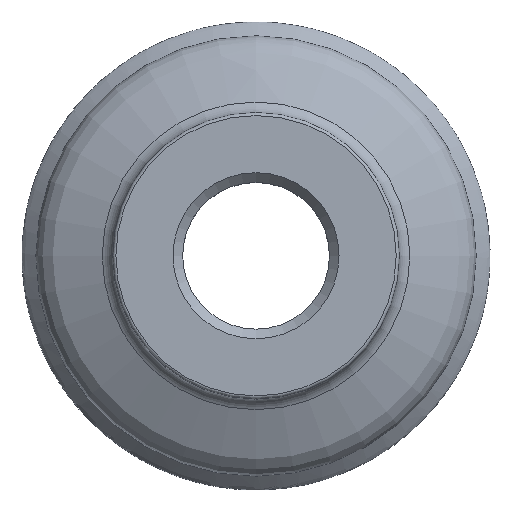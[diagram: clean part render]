
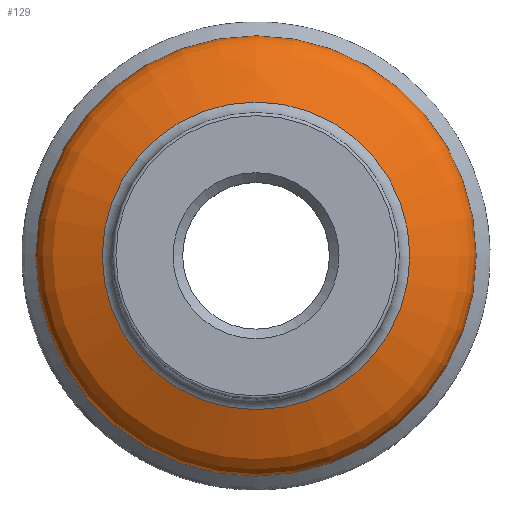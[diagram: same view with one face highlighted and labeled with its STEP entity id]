
A CAD part, top view. The second image highlights one B-rep face of the part: STEP entity #129.
In plain terms, the highlighted face is a revolution surface.
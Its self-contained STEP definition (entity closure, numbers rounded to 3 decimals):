
#106=SURFACE_OF_REVOLUTION('',#110,#108);
#108=AXIS1_PLACEMENT('',#672,#555);
#110=B_SPLINE_CURVE_WITH_KNOTS('',3,(#668,#669,#670,#671),.UNSPECIFIED.,
 .F.,.F.,(4,4),(0.,1.),.UNSPECIFIED.);
#129=ADVANCED_FACE('',(#160,#161),#106,.F.);
#160=FACE_BOUND('',#207,.T.);
#161=FACE_BOUND('',#208,.T.);
#207=EDGE_LOOP('',(#253));
#208=EDGE_LOOP('',(#254));
#253=ORIENTED_EDGE('',*,*,#320,.T.);
#254=ORIENTED_EDGE('',*,*,#319,.F.);
#295=VERTEX_POINT('',#664);
#296=VERTEX_POINT('',#667);
#319=EDGE_CURVE('',#295,#295,#342,.T.);
#320=EDGE_CURVE('',#296,#296,#343,.T.);
#342=CIRCLE('',#474,39.935);
#343=CIRCLE('',#476,57.16);
#474=AXIS2_PLACEMENT_3D('',#663,#549,#550);
#476=AXIS2_PLACEMENT_3D('',#666,#553,#554);
#549=DIRECTION('',(0.,0.,1.));
#550=DIRECTION('',(0.,1.,0.));
#553=DIRECTION('',(0.,0.,1.));
#554=DIRECTION('',(0.,1.,0.));
#555=DIRECTION('',(0.,0.,1.));
#663=CARTESIAN_POINT('',(0.,0.,-19.461));
#664=CARTESIAN_POINT('',(0.,39.935,-19.461));
#666=CARTESIAN_POINT('',(0.,0.,-31.252));
#667=CARTESIAN_POINT('',(0.,57.16,-31.252));
#668=CARTESIAN_POINT('',(0.,39.935,-19.461));
#669=CARTESIAN_POINT('',(0.,42.395,-20.706));
#670=CARTESIAN_POINT('',(0.,57.16,-24.124));
#671=CARTESIAN_POINT('',(0.,57.16,-31.252));
#672=CARTESIAN_POINT('',(0.,0.,1.868));
